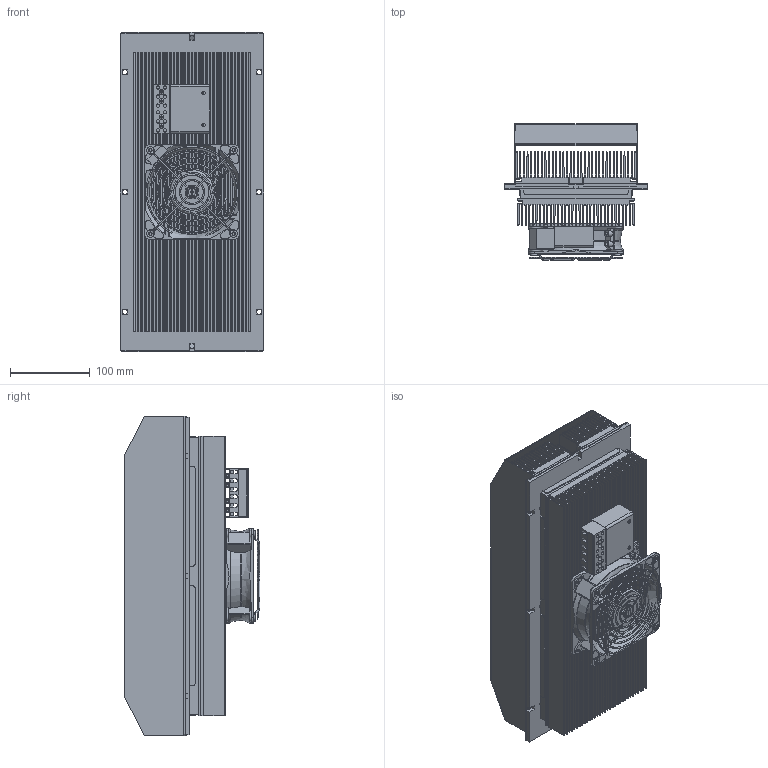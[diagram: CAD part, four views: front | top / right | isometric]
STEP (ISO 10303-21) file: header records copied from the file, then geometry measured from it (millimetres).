
FILE_DESCRIPTION (( 'STEP AP214' ), '1' );
FILE_NAME ('3200303.STEP', '2020-02-27T15:39:35', ( '' ), ( '' ), 'SwSTEP 2.0', 'SolidWorks 2019', '' );
FILE_SCHEMA (( 'AUTOMOTIVE_DESIGN' ));
Length unit declared in the file: inch
Products named in the file (1): 3200303
Bounding box: 180 x 170.28 x 400 mm (x, y, z)
Volume: 3338012.1 mm3; surface area: 2075979.3 mm2
Topology: 8 solids, 8 shells, 2055 faces, 5841 edges, 3878 vertices
Faces by surface type: plane 1278, cylinder 608, bspline 118, cone 51
Full cylindrical faces by diameter (mm): 1.8 x12, 2.5 x4, 3 x8, 3.2 x4, 3.6 x2, 3.7 x8, 4.2 x12, 4.5 x8, 6 x18, 6.2 x4, 6.5 x8, 8 x2, 10 x8
Entity records: 99556 total; most frequent: CARTESIAN_POINT 20830, ORIENTED_EDGE 11208, DIRECTION 9994, EDGE_CURVE 5604, VERTEX_POINT 3810, VECTOR 3592, LINE 3592, AXIS2_PLACEMENT_3D 3201
